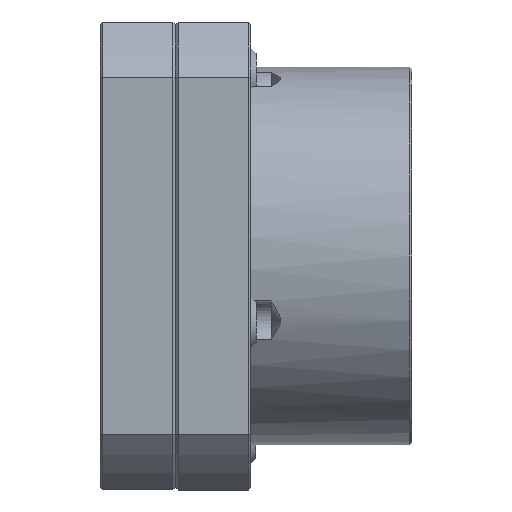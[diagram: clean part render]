
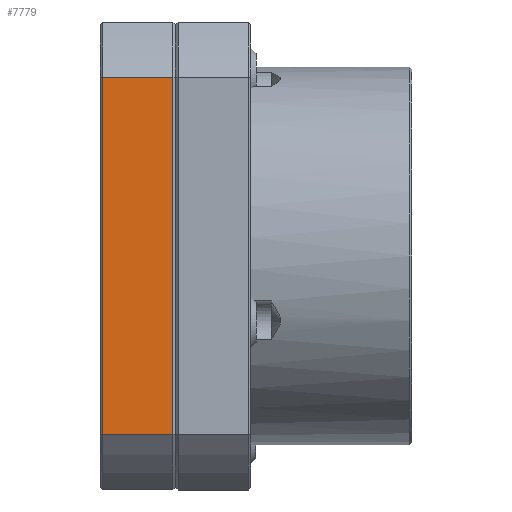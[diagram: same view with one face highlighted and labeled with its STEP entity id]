
A CAD part, front view. The second image highlights one B-rep face of the part: STEP entity #7779.
In plain terms, the highlighted planar face has unit normal (0, -1, 0).
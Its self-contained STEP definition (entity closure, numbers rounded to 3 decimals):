
#369 = LINE ( 'NONE', #4588, #9392 ) ;
#1483 = EDGE_CURVE ( 'NONE', #13591, #4992, #2148, .T. ) ;
#2107 = LINE ( 'NONE', #2115, #4884 ) ;
#2115 = CARTESIAN_POINT ( 'NONE',  ( -14.5, -46.5, 0. ) ) ;
#2148 = LINE ( 'NONE', #10024, #3076 ) ;
#2722 = CARTESIAN_POINT ( 'NONE',  ( -14.5, -46.5, -35.496 ) ) ;
#2892 = ORIENTED_EDGE ( 'NONE', *, *, #1483, .T. ) ;
#3076 = VECTOR ( 'NONE', #10009, 1000. ) ;
#3215 = ORIENTED_EDGE ( 'NONE', *, *, #14515, .F. ) ;
#3968 = DIRECTION ( 'NONE',  ( 0., 0., -1. ) ) ;
#4201 = VERTEX_POINT ( 'NONE', #2722 ) ;
#4302 = LINE ( 'NONE', #12905, #13055 ) ;
#4588 = CARTESIAN_POINT ( 'NONE',  ( 3.15, -46.5, 35.496 ) ) ;
#4884 = VECTOR ( 'NONE', #12392, 1000. ) ;
#4909 = EDGE_LOOP ( 'NONE', ( #10368, #3215, #10012, #2892 ) ) ;
#4992 = VERTEX_POINT ( 'NONE', #13593 ) ;
#6351 = FACE_OUTER_BOUND ( 'NONE', #4909, .T. ) ;
#7779 = ADVANCED_FACE ( 'NONE', ( #6351 ), #8577, .T. ) ;
#8429 = VERTEX_POINT ( 'NONE', #12156 ) ;
#8577 = PLANE ( 'NONE',  #10494 ) ;
#8881 = EDGE_CURVE ( 'NONE', #4992, #8429, #369, .T. ) ;
#9392 = VECTOR ( 'NONE', #12565, 1000. ) ;
#9522 = DIRECTION ( 'NONE',  ( 1., 0., 0. ) ) ;
#9862 = EDGE_CURVE ( 'NONE', #4201, #13591, #4302, .T. ) ;
#10009 = DIRECTION ( 'NONE',  ( 0., 0., 1. ) ) ;
#10012 = ORIENTED_EDGE ( 'NONE', *, *, #9862, .T. ) ;
#10024 = CARTESIAN_POINT ( 'NONE',  ( -0.5, -46.5, -46.5 ) ) ;
#10368 = ORIENTED_EDGE ( 'NONE', *, *, #8881, .T. ) ;
#10494 = AXIS2_PLACEMENT_3D ( 'NONE', #11942, #10880, #3968 ) ;
#10880 = DIRECTION ( 'NONE',  ( 0., -1., 0. ) ) ;
#11942 = CARTESIAN_POINT ( 'NONE',  ( 3.15, -46.5, -46.5 ) ) ;
#12156 = CARTESIAN_POINT ( 'NONE',  ( -14.5, -46.5, 35.496 ) ) ;
#12392 = DIRECTION ( 'NONE',  ( 0., 0., 1. ) ) ;
#12565 = DIRECTION ( 'NONE',  ( -1., 0., 0. ) ) ;
#12905 = CARTESIAN_POINT ( 'NONE',  ( 3.15, -46.5, -35.496 ) ) ;
#13055 = VECTOR ( 'NONE', #9522, 1000. ) ;
#13591 = VERTEX_POINT ( 'NONE', #13654 ) ;
#13593 = CARTESIAN_POINT ( 'NONE',  ( -0.5, -46.5, 35.496 ) ) ;
#13654 = CARTESIAN_POINT ( 'NONE',  ( -0.5, -46.5, -35.496 ) ) ;
#14515 = EDGE_CURVE ( 'NONE', #4201, #8429, #2107, .T. ) ;
